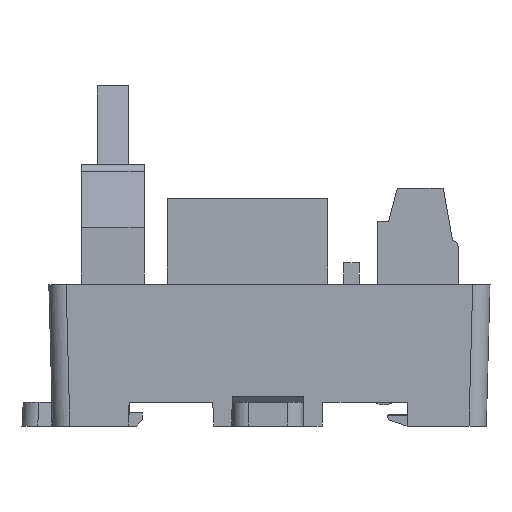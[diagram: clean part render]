
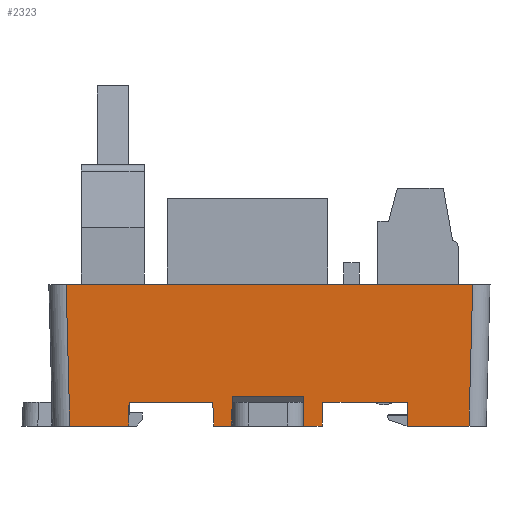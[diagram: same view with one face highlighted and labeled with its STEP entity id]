
A CAD part, left-side view. The second image highlights one B-rep face of the part: STEP entity #2323.
In plain terms, the highlighted planar face has unit normal (-1, 0, -0.026).
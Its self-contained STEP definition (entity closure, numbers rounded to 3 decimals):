
#1474=FACE_OUTER_BOUND('',#4292,.T.);
#2323=ADVANCED_FACE('',(#1474),#3181,.T.);
#3181=PLANE('',#17451);
#4292=EDGE_LOOP('',(#9658,#9659,#9660,#9661,#9662,#9663,#9664,#9665,#9666,
#9667,#9668,#9669,#9670,#9671,#9672,#9673));
#5343=LINE('',#22857,#7232);
#5355=LINE('',#22885,#7244);
#5518=LINE('',#23221,#7407);
#5532=LINE('',#23253,#7421);
#5534=LINE('',#23262,#7423);
#5546=LINE('',#23287,#7435);
#5604=LINE('',#23414,#7493);
#5607=LINE('',#23419,#7496);
#5610=LINE('',#23426,#7499);
#5611=LINE('',#23428,#7500);
#5612=LINE('',#23430,#7501);
#5613=LINE('',#23432,#7502);
#5614=LINE('',#23434,#7503);
#5615=LINE('',#23436,#7504);
#5616=LINE('',#23438,#7505);
#5617=LINE('',#23440,#7506);
#7232=VECTOR('',#18586,1.);
#7244=VECTOR('',#18602,1.);
#7407=VECTOR('',#18861,1.);
#7421=VECTOR('',#18887,1.);
#7423=VECTOR('',#18895,1.);
#7435=VECTOR('',#18915,1.);
#7493=VECTOR('',#19047,1.);
#7496=VECTOR('',#19054,1.);
#7499=VECTOR('',#19065,1.);
#7500=VECTOR('',#19068,1.);
#7501=VECTOR('',#19069,1.);
#7502=VECTOR('',#19070,1.);
#7503=VECTOR('',#19071,1.);
#7504=VECTOR('',#19072,1.);
#7505=VECTOR('',#19073,1.);
#7506=VECTOR('',#19074,1.);
#9658=ORIENTED_EDGE('',*,*,#15162,.T.);
#9659=ORIENTED_EDGE('',*,*,#15434,.F.);
#9660=ORIENTED_EDGE('',*,*,#15435,.T.);
#9661=ORIENTED_EDGE('',*,*,#15436,.F.);
#9662=ORIENTED_EDGE('',*,*,#15437,.T.);
#9663=ORIENTED_EDGE('',*,*,#15438,.F.);
#9664=ORIENTED_EDGE('',*,*,#15439,.T.);
#9665=ORIENTED_EDGE('',*,*,#15440,.T.);
#9666=ORIENTED_EDGE('',*,*,#15148,.T.);
#9667=ORIENTED_EDGE('',*,*,#15427,.T.);
#9668=ORIENTED_EDGE('',*,*,#15352,.T.);
#9669=ORIENTED_EDGE('',*,*,#15430,.T.);
#9670=ORIENTED_EDGE('',*,*,#15330,.F.);
#9671=ORIENTED_EDGE('',*,*,#15433,.T.);
#9672=ORIENTED_EDGE('',*,*,#15348,.T.);
#9673=ORIENTED_EDGE('',*,*,#15365,.F.);
#13644=VERTEX_POINT('',#22856);
#13645=VERTEX_POINT('',#22858);
#13658=VERTEX_POINT('',#22884);
#13659=VERTEX_POINT('',#22886);
#13784=VERTEX_POINT('',#23222);
#13785=VERTEX_POINT('',#23223);
#13795=VERTEX_POINT('',#23252);
#13796=VERTEX_POINT('',#23254);
#13799=VERTEX_POINT('',#23261);
#13800=VERTEX_POINT('',#23263);
#13841=VERTEX_POINT('',#23429);
#13842=VERTEX_POINT('',#23431);
#13843=VERTEX_POINT('',#23433);
#13844=VERTEX_POINT('',#23435);
#13845=VERTEX_POINT('',#23437);
#13846=VERTEX_POINT('',#23439);
#15148=EDGE_CURVE('',#13645,#13644,#5343,.T.);
#15162=EDGE_CURVE('',#13659,#13658,#5355,.T.);
#15330=EDGE_CURVE('',#13784,#13785,#5518,.T.);
#15348=EDGE_CURVE('',#13796,#13795,#5532,.T.);
#15352=EDGE_CURVE('',#13800,#13799,#5534,.T.);
#15365=EDGE_CURVE('',#13659,#13795,#5546,.T.);
#15427=EDGE_CURVE('',#13644,#13800,#5604,.T.);
#15430=EDGE_CURVE('',#13799,#13785,#5607,.T.);
#15433=EDGE_CURVE('',#13784,#13796,#5610,.T.);
#15434=EDGE_CURVE('',#13841,#13658,#5611,.T.);
#15435=EDGE_CURVE('',#13841,#13842,#5612,.T.);
#15436=EDGE_CURVE('',#13843,#13842,#5613,.T.);
#15437=EDGE_CURVE('',#13843,#13844,#5614,.T.);
#15438=EDGE_CURVE('',#13845,#13844,#5615,.T.);
#15439=EDGE_CURVE('',#13845,#13846,#5616,.T.);
#15440=EDGE_CURVE('',#13846,#13645,#5617,.T.);
#17451=AXIS2_PLACEMENT_3D('',#23441,#19075,#19076);
#18586=DIRECTION('',(0.,-1.,0.));
#18602=DIRECTION('',(0.,-1.,0.));
#18861=DIRECTION('',(0.,-1.,0.));
#18887=DIRECTION('',(0.,-1.,0.));
#18895=DIRECTION('',(0.,-1.,0.));
#18915=DIRECTION('',(0.026,0.017,-1.));
#19047=DIRECTION('',(0.026,-0.017,-1.));
#19054=DIRECTION('',(-0.026,-0.026,0.999));
#19065=DIRECTION('',(0.026,-0.026,-0.999));
#19068=DIRECTION('',(-0.026,0.035,0.999));
#19069=DIRECTION('',(0.,-1.,0.));
#19070=DIRECTION('',(0.026,0.009,-1.));
#19071=DIRECTION('',(0.,-1.,0.));
#19072=DIRECTION('',(-0.026,0.009,1.));
#19073=DIRECTION('',(0.,-1.,0.));
#19074=DIRECTION('',(-0.026,-0.035,0.999));
#19075=DIRECTION('',(-1.,0.,-0.026));
#19076=DIRECTION('',(0.026,0.,-1.));
#22856=CARTESIAN_POINT('',(88.282,256.707,171.75));
#22857=CARTESIAN_POINT('',(88.282,274.457,171.75));
#22858=CARTESIAN_POINT('',(88.282,267.457,171.75));
#22884=CARTESIAN_POINT('',(88.282,281.457,171.75));
#22885=CARTESIAN_POINT('',(88.282,274.457,171.75));
#22886=CARTESIAN_POINT('',(88.282,292.107,171.75));
#23221=CARTESIAN_POINT('',(87.889,273.957,186.75));
#23222=CARTESIAN_POINT('',(87.889,300.108,186.75));
#23223=CARTESIAN_POINT('',(87.889,248.406,186.75));
#23252=CARTESIAN_POINT('',(88.36,292.159,168.75));
#23253=CARTESIAN_POINT('',(88.36,274.457,168.75));
#23254=CARTESIAN_POINT('',(88.36,299.636,168.75));
#23261=CARTESIAN_POINT('',(88.36,248.877,168.75));
#23262=CARTESIAN_POINT('',(88.36,273.957,168.75));
#23263=CARTESIAN_POINT('',(88.36,256.655,168.75));
#23287=CARTESIAN_POINT('',(88.313,292.128,170.546));
#23414=CARTESIAN_POINT('',(87.881,256.974,187.044));
#23419=CARTESIAN_POINT('',(87.906,248.423,186.09));
#23426=CARTESIAN_POINT('',(87.906,300.09,186.09));
#23428=CARTESIAN_POINT('',(88.313,281.415,170.548));
#23429=CARTESIAN_POINT('',(88.36,281.352,168.75));
#23430=CARTESIAN_POINT('',(88.36,274.457,168.75));
#23431=CARTESIAN_POINT('',(88.36,279.033,168.75));
#23432=CARTESIAN_POINT('',(87.888,278.876,186.79));
#23433=CARTESIAN_POINT('',(88.263,279.001,172.476));
#23434=CARTESIAN_POINT('',(88.263,65.012,172.476));
#23435=CARTESIAN_POINT('',(88.263,269.913,172.476));
#23436=CARTESIAN_POINT('',(87.888,270.038,186.782));
#23437=CARTESIAN_POINT('',(88.36,269.881,168.75));
#23438=CARTESIAN_POINT('',(88.36,274.457,168.75));
#23439=CARTESIAN_POINT('',(88.36,267.562,168.75));
#23440=CARTESIAN_POINT('',(87.895,266.942,186.503));
#23441=CARTESIAN_POINT('',(87.889,273.957,186.747));
